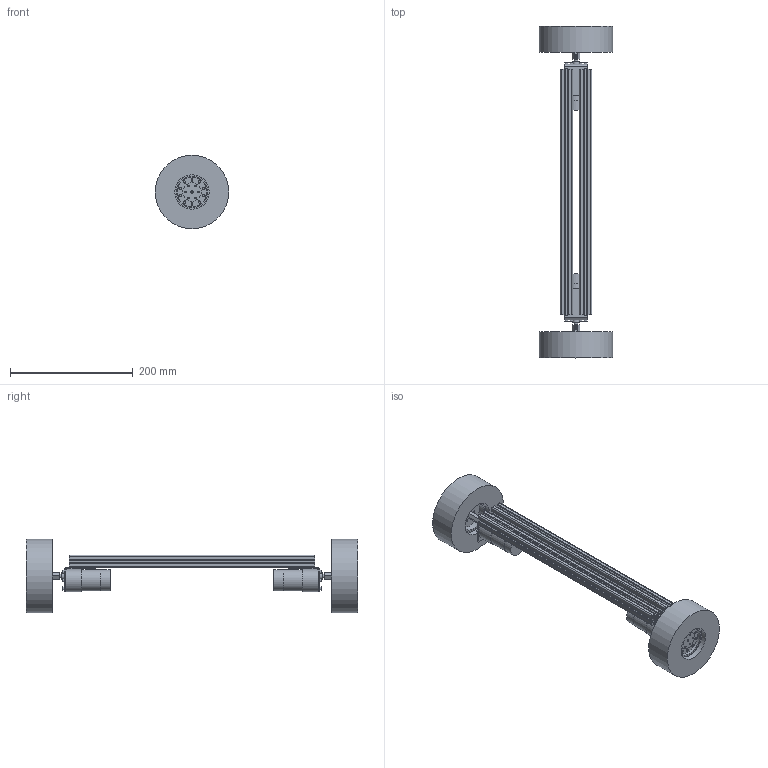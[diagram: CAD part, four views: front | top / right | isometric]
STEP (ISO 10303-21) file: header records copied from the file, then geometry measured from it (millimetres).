
FILE_DESCRIPTION(/* description */ (''),/* implementation_level */ '2;1');
FILE_NAME(/* name */ 'Drive Axis v2.step',/* time_stamp */ '2021-01-04T18:47:01+01:00',/* author */ (''),/* organization */ (''),/* preprocessor_version */ 'ST-DEVELOPER v18.1',/* originating_system */ 'Autodesk Translation Framework v9.7.1.1290',/* authorisation */ '');
FILE_SCHEMA (('AUTOMOTIVE_DESIGN { 1 0 10303 214 3 1 1 }'));
Length unit declared in the file: millimetre
Products named in the file (21): Drive Axis; Motedis Profile 20x20 I-Type slot 5 v5; Motor Tire Unit; Motor Mount; 37D 131-1 Gearbox Motor; Hermosairis Crawler Tire Complete 120mm; Hermosairis Crawler Rim 120mm; Motor Tire Unit_1; Motor Mount_1; 37D L-Bracket; 37D 131-1 Gearbox Motor_1; Motor; Gearbox; Encoder; 12mm Hex-Adapter Extended; 91290A111; 91390A099; Hermosairis Crawler Tire Complete 120mm_1; Hermosairis Crawler Rim 120mm_1; Rim; Hermosairis Crawler Tire Only 120mm
Assembly tree (42 placements, depth 5):
  Drive Axis
    Motedis Profile 20x20 I-Type slot 5 v5  x2
    Motor Tire Unit
      Motor Mount
        37D L-Bracket
        37D 131-1 Gearbox Motor
          Motor
          Gearbox
          Encoder
        12mm Hex-Adapter Extended
        91290A111  x6
        91390A099  x2
      Hermosairis Crawler Tire Complete 120mm
        Hermosairis Crawler Rim 120mm
          Rim
        Hermosairis Crawler Tire Only 120mm
    Motor Tire Unit_1
      Motor Mount_1
        37D L-Bracket
        37D 131-1 Gearbox Motor_1
          Motor
          Gearbox
          Encoder
        12mm Hex-Adapter Extended
        91290A111  x6
        91390A099  x2
      Hermosairis Crawler Tire Complete 120mm_1
        Hermosairis Crawler Rim 120mm_1
          Rim
        Hermosairis Crawler Tire Only 120mm
Bounding box: 120 x 541.2 x 120 mm (x, y, z)
Volume: 1259322.2 mm3; surface area: 313721.9 mm2
Topology: 36 solids, 36 shells, 1164 faces, 2814 edges, 1792 vertices
Faces by surface type: cylinder 566, plane 386, cone 160, bspline 52
Full cylindrical faces by diameter (mm): 2.35 x156, 2.5 x12, 2.529 x16, 3 x160, 3.2 x28, 3.3 x12, 3.332 x2, 4.2 x2, 4.3 x2, 5.5 x12, 6 x4, 12 x2, 30 x2, 34 x2, 34.8 x6, 36.8 x2, 47 x2, 48 x2, 52 x4, 56 x4, 120 x2
Entity records: 13460 total; most frequent: CARTESIAN_POINT 5631, DIRECTION 1571, ORIENTED_EDGE 1444, EDGE_CURVE 722, AXIS2_PLACEMENT_3D 606, VERTEX_POINT 470, EDGE_LOOP 402, LINE 359
